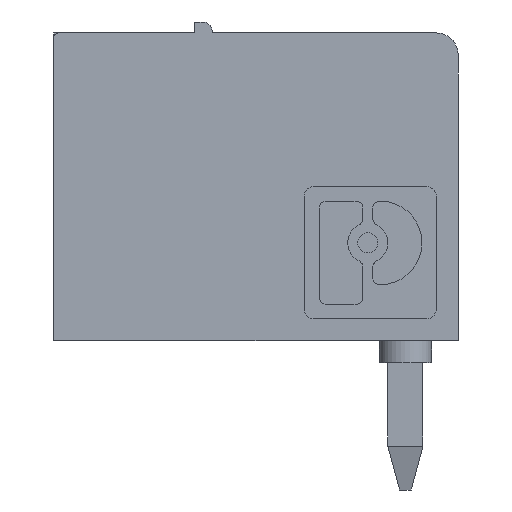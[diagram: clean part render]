
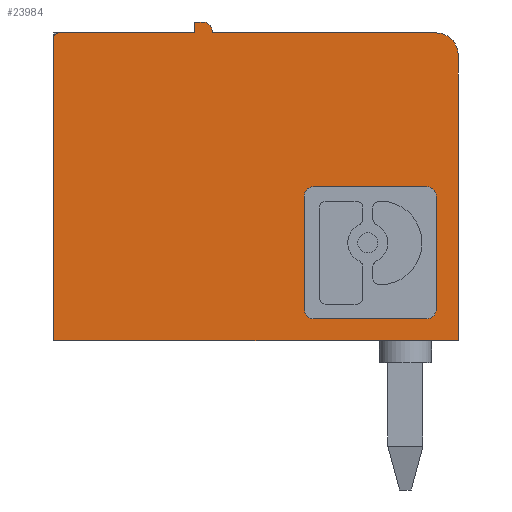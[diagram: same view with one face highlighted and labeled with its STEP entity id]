
A CAD part, left-side view. The second image highlights one B-rep face of the part: STEP entity #23984.
In plain terms, the highlighted planar face has unit normal (-1, 0, 0).
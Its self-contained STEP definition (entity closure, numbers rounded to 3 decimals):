
#2355 = VERTEX_POINT('',#2356);
#2356 = CARTESIAN_POINT('',(-16.45,-1.2,6.5));
#2374 = VERTEX_POINT('',#2375);
#2375 = CARTESIAN_POINT('',(-16.45,-0.7,7.));
#2381 = EDGE_CURVE('',#2374,#2355,#2382,.T.);
#2382 = CIRCLE('',#2383,0.5);
#2383 = AXIS2_PLACEMENT_3D('',#2384,#2385,#2386);
#2384 = CARTESIAN_POINT('',(-16.45,-0.7,6.5));
#2385 = DIRECTION('',(1.,0.,0.));
#2386 = DIRECTION('',(0.,1.,0.));
#3362 = VERTEX_POINT('',#3363);
#3363 = CARTESIAN_POINT('',(-16.45,4.6,7.25));
#3369 = EDGE_CURVE('',#3362,#3370,#3372,.T.);
#3370 = VERTEX_POINT('',#3371);
#3371 = CARTESIAN_POINT('',(-16.45,4.4,7.05));
#3372 = CIRCLE('',#3373,0.2);
#3373 = AXIS2_PLACEMENT_3D('',#3374,#3375,#3376);
#3374 = CARTESIAN_POINT('',(-16.45,4.6,7.05));
#3375 = DIRECTION('',(1.,0.,0.));
#3376 = DIRECTION('',(0.,1.,0.));
#14626 = EDGE_CURVE('',#14627,#3370,#14629,.T.);
#14627 = VERTEX_POINT('',#14628);
#14628 = CARTESIAN_POINT('',(-16.45,4.4,7.));
#14629 = LINE('',#14630,#14631);
#14630 = CARTESIAN_POINT('',(-16.45,4.4,0.));
#14631 = VECTOR('',#14632,1.);
#14632 = DIRECTION('',(0.,0.,1.));
#14914 = VERTEX_POINT('',#14915);
#14915 = CARTESIAN_POINT('',(-16.45,4.8,7.25));
#14921 = EDGE_CURVE('',#3362,#14914,#14922,.T.);
#14922 = LINE('',#14923,#14924);
#14923 = CARTESIAN_POINT('',(-16.45,-1.2,7.25));
#14924 = VECTOR('',#14925,1.);
#14925 = DIRECTION('',(0.,1.,0.));
#17038 = EDGE_CURVE('',#2374,#14627,#17039,.T.);
#17039 = LINE('',#17040,#17041);
#17040 = CARTESIAN_POINT('',(-16.45,-1.2,7.));
#17041 = VECTOR('',#17042,1.);
#17042 = DIRECTION('',(0.,1.,0.));
#19285 = VERTEX_POINT('',#19286);
#19286 = CARTESIAN_POINT('',(-16.45,4.8,7.));
#19292 = EDGE_CURVE('',#14914,#19285,#19293,.T.);
#19293 = LINE('',#19294,#19295);
#19294 = CARTESIAN_POINT('',(-16.45,4.8,0.));
#19295 = VECTOR('',#19296,1.);
#19296 = DIRECTION('',(0.,0.,-1.));
#20087 = EDGE_CURVE('',#20088,#20090,#20092,.T.);
#20088 = VERTEX_POINT('',#20089);
#20089 = CARTESIAN_POINT('',(-16.45,-0.7,3.289));
#20090 = VERTEX_POINT('',#20091);
#20091 = CARTESIAN_POINT('',(-16.45,-0.489,3.5));
#20092 = CIRCLE('',#20093,0.211);
#20093 = AXIS2_PLACEMENT_3D('',#20094,#20095,#20096);
#20094 = CARTESIAN_POINT('',(-16.45,-0.489,3.289));
#20095 = DIRECTION('',(-1.,0.,0.));
#20096 = DIRECTION('',(0.,-1.,0.));
#20132 = VERTEX_POINT('',#20133);
#20133 = CARTESIAN_POINT('',(-16.45,7.9,7.));
#20149 = VERTEX_POINT('',#20150);
#20150 = CARTESIAN_POINT('',(-16.45,8.,6.9));
#20156 = EDGE_CURVE('',#20149,#20132,#20157,.T.);
#20157 = CIRCLE('',#20158,0.1);
#20158 = AXIS2_PLACEMENT_3D('',#20159,#20160,#20161);
#20159 = CARTESIAN_POINT('',(-16.45,7.9,6.9));
#20160 = DIRECTION('',(1.,0.,0.));
#20161 = DIRECTION('',(0.,1.,0.));
#20352 = EDGE_CURVE('',#19285,#20132,#20353,.T.);
#20353 = LINE('',#20354,#20355);
#20354 = CARTESIAN_POINT('',(-16.45,-1.2,7.));
#20355 = VECTOR('',#20356,1.);
#20356 = DIRECTION('',(0.,1.,0.));
#21047 = VERTEX_POINT('',#21048);
#21048 = CARTESIAN_POINT('',(-16.45,8.,0.));
#21054 = EDGE_CURVE('',#21047,#20149,#21055,.T.);
#21055 = LINE('',#21056,#21057);
#21056 = CARTESIAN_POINT('',(-16.45,8.,0.));
#21057 = VECTOR('',#21058,1.);
#21058 = DIRECTION('',(0.,0.,1.));
#21187 = VERTEX_POINT('',#21188);
#21188 = CARTESIAN_POINT('',(-16.45,-0.7,0.711));
#21194 = EDGE_CURVE('',#20088,#21187,#21195,.T.);
#21195 = LINE('',#21196,#21197);
#21196 = CARTESIAN_POINT('',(-16.45,-0.7,0.));
#21197 = VECTOR('',#21198,1.);
#21198 = DIRECTION('',(0.,0.,-1.));
#21219 = EDGE_CURVE('',#21220,#21187,#21222,.T.);
#21220 = VERTEX_POINT('',#21221);
#21221 = CARTESIAN_POINT('',(-16.45,-0.489,0.5));
#21222 = CIRCLE('',#21223,0.211);
#21223 = AXIS2_PLACEMENT_3D('',#21224,#21225,#21226);
#21224 = CARTESIAN_POINT('',(-16.45,-0.489,0.711));
#21225 = DIRECTION('',(-1.,0.,0.));
#21226 = DIRECTION('',(0.,-1.,0.));
#21844 = EDGE_CURVE('',#21845,#21847,#21849,.T.);
#21845 = VERTEX_POINT('',#21846);
#21846 = CARTESIAN_POINT('',(-16.45,2.089,3.5));
#21847 = VERTEX_POINT('',#21848);
#21848 = CARTESIAN_POINT('',(-16.45,2.3,3.289));
#21849 = CIRCLE('',#21850,0.211);
#21850 = AXIS2_PLACEMENT_3D('',#21851,#21852,#21853);
#21851 = CARTESIAN_POINT('',(-16.45,2.089,3.289));
#21852 = DIRECTION('',(-1.,0.,0.));
#21853 = DIRECTION('',(0.,-1.,0.));
#23396 = VERTEX_POINT('',#23397);
#23397 = CARTESIAN_POINT('',(-16.45,-1.2,0.));
#23412 = EDGE_CURVE('',#23396,#2355,#23413,.T.);
#23413 = LINE('',#23414,#23415);
#23414 = CARTESIAN_POINT('',(-16.45,-1.2,0.));
#23415 = VECTOR('',#23416,1.);
#23416 = DIRECTION('',(0.,0.,1.));
#23967 = EDGE_CURVE('',#23396,#21047,#23968,.T.);
#23968 = LINE('',#23969,#23970);
#23969 = CARTESIAN_POINT('',(-16.45,-1.2,0.));
#23970 = VECTOR('',#23971,1.);
#23971 = DIRECTION('',(0.,1.,0.));
#23984 = ADVANCED_FACE('',(#23985,#23998),#24033,.F.);
#23985 = FACE_BOUND('',#23986,.T.);
#23986 = EDGE_LOOP('',(#23987,#23988,#23989,#23990,#23991,#23992,#23993,
    #23994,#23995,#23996,#23997));
#23987 = ORIENTED_EDGE('',*,*,#2381,.F.);
#23988 = ORIENTED_EDGE('',*,*,#17038,.T.);
#23989 = ORIENTED_EDGE('',*,*,#14626,.T.);
#23990 = ORIENTED_EDGE('',*,*,#3369,.F.);
#23991 = ORIENTED_EDGE('',*,*,#14921,.T.);
#23992 = ORIENTED_EDGE('',*,*,#19292,.T.);
#23993 = ORIENTED_EDGE('',*,*,#20352,.T.);
#23994 = ORIENTED_EDGE('',*,*,#20156,.F.);
#23995 = ORIENTED_EDGE('',*,*,#21054,.F.);
#23996 = ORIENTED_EDGE('',*,*,#23967,.F.);
#23997 = ORIENTED_EDGE('',*,*,#23412,.T.);
#23998 = FACE_BOUND('',#23999,.T.);
#23999 = EDGE_LOOP('',(#24000,#24001,#24009,#24018,#24024,#24025,#24031,
    #24032));
#24000 = ORIENTED_EDGE('',*,*,#21219,.F.);
#24001 = ORIENTED_EDGE('',*,*,#24002,.T.);
#24002 = EDGE_CURVE('',#21220,#24003,#24005,.T.);
#24003 = VERTEX_POINT('',#24004);
#24004 = CARTESIAN_POINT('',(-16.45,2.089,0.5));
#24005 = LINE('',#24006,#24007);
#24006 = CARTESIAN_POINT('',(-16.45,-1.2,0.5));
#24007 = VECTOR('',#24008,1.);
#24008 = DIRECTION('',(0.,1.,0.));
#24009 = ORIENTED_EDGE('',*,*,#24010,.F.);
#24010 = EDGE_CURVE('',#24011,#24003,#24013,.T.);
#24011 = VERTEX_POINT('',#24012);
#24012 = CARTESIAN_POINT('',(-16.45,2.3,0.711));
#24013 = CIRCLE('',#24014,0.211);
#24014 = AXIS2_PLACEMENT_3D('',#24015,#24016,#24017);
#24015 = CARTESIAN_POINT('',(-16.45,2.089,0.711));
#24016 = DIRECTION('',(-1.,0.,0.));
#24017 = DIRECTION('',(0.,-1.,0.));
#24018 = ORIENTED_EDGE('',*,*,#24019,.T.);
#24019 = EDGE_CURVE('',#24011,#21847,#24020,.T.);
#24020 = LINE('',#24021,#24022);
#24021 = CARTESIAN_POINT('',(-16.45,2.3,0.));
#24022 = VECTOR('',#24023,1.);
#24023 = DIRECTION('',(0.,0.,1.));
#24024 = ORIENTED_EDGE('',*,*,#21844,.F.);
#24025 = ORIENTED_EDGE('',*,*,#24026,.T.);
#24026 = EDGE_CURVE('',#21845,#20090,#24027,.T.);
#24027 = LINE('',#24028,#24029);
#24028 = CARTESIAN_POINT('',(-16.45,-1.2,3.5));
#24029 = VECTOR('',#24030,1.);
#24030 = DIRECTION('',(0.,-1.,0.));
#24031 = ORIENTED_EDGE('',*,*,#20087,.F.);
#24032 = ORIENTED_EDGE('',*,*,#21194,.T.);
#24033 = PLANE('',#24034);
#24034 = AXIS2_PLACEMENT_3D('',#24035,#24036,#24037);
#24035 = CARTESIAN_POINT('',(-16.45,-1.2,0.));
#24036 = DIRECTION('',(1.,0.,0.));
#24037 = DIRECTION('',(0.,1.,0.));
